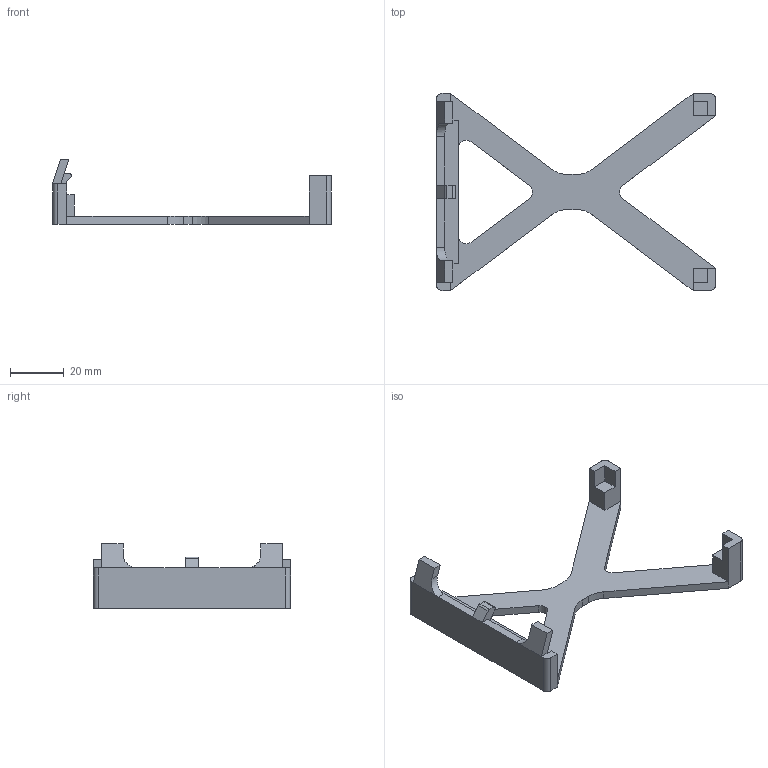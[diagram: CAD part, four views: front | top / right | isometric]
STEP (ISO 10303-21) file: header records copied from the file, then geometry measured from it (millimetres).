
FILE_DESCRIPTION(/* description */ ('STEP AP214'),/* implementation_level */ '2;1');
FILE_NAME(/* name */ '60159ac61a50e214712ad26d',/* time_stamp */ '2021-01-30T17:43:34+00:00',/* author */ (''),/* organization */ (''),/* preprocessor_version */ 'ST-DEVELOPER v18.1',/* originating_system */ ' ',/* authorisation */ ' ');
FILE_SCHEMA (('AUTOMOTIVE_DESIGN {1 0 10303 214 3 1 1}'));
Length unit declared in the file: metre
Products named in the file (1): analyzer_base
Bounding box: 103.3 x 73 x 24 mm (x, y, z)
Volume: 15954.6 mm3; surface area: 10718.9 mm2
Topology: 1 solids, 1 shells, 75 faces, 204 edges, 130 vertices
Faces by surface type: plane 59, cylinder 16
Entity records: 2360 total; most frequent: CARTESIAN_POINT 410, ORIENTED_EDGE 408, DIRECTION 388, EDGE_CURVE 204, LINE 172, VECTOR 172, VERTEX_POINT 130, AXIS2_PLACEMENT_3D 108
